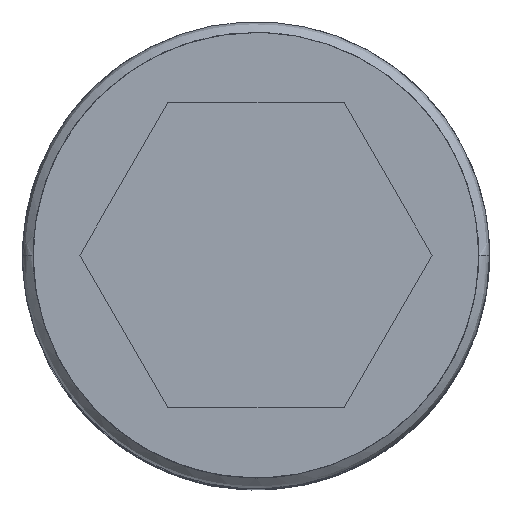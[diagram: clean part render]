
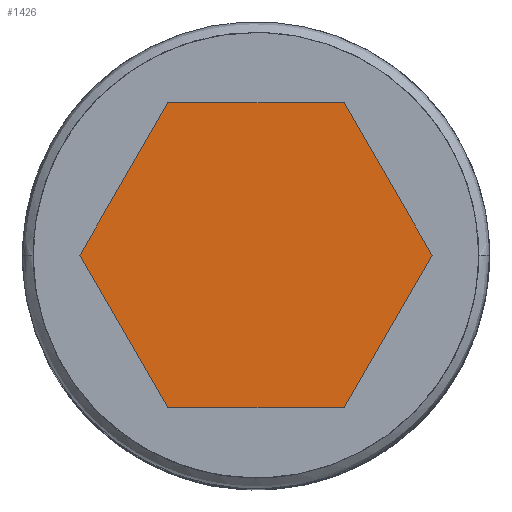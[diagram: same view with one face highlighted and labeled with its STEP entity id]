
A CAD part, top view. The second image highlights one B-rep face of the part: STEP entity #1426.
In plain terms, the highlighted planar face has unit normal (0, 0, 1).
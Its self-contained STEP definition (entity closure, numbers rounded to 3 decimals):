
#1426=ADVANCED_FACE('',(#1830),#12565,.T.);
#1830=FACE_OUTER_BOUND('',#2234,.T.);
#2234=EDGE_LOOP('',(#2769,#2770,#2771,#2772,#2773,#2774));
#2769=ORIENTED_EDGE('',*,*,#5349,.F.);
#2770=ORIENTED_EDGE('',*,*,#5347,.F.);
#2771=ORIENTED_EDGE('',*,*,#5345,.F.);
#2772=ORIENTED_EDGE('',*,*,#5343,.F.);
#2773=ORIENTED_EDGE('',*,*,#5341,.F.);
#2774=ORIENTED_EDGE('',*,*,#5339,.F.);
#5339=EDGE_CURVE('',#9995,#9996,#7914,.T.);
#5341=EDGE_CURVE('',#9996,#9997,#7916,.T.);
#5343=EDGE_CURVE('',#9997,#9998,#7918,.T.);
#5345=EDGE_CURVE('',#9998,#9999,#7920,.T.);
#5347=EDGE_CURVE('',#9999,#10000,#7922,.T.);
#5349=EDGE_CURVE('',#10000,#9995,#7924,.T.);
#7914=B_SPLINE_CURVE_WITH_KNOTS('',1,(#13871,#13872),.UNSPECIFIED.,.F.,
 .F.,(2,2),(0.,1.),.UNSPECIFIED.);
#7916=B_SPLINE_CURVE_WITH_KNOTS('',1,(#13875,#13876),.UNSPECIFIED.,.F.,
 .F.,(2,2),(1.,2.),.UNSPECIFIED.);
#7918=B_SPLINE_CURVE_WITH_KNOTS('',1,(#13879,#13880),.UNSPECIFIED.,.F.,
 .F.,(2,2),(2.,3.),.UNSPECIFIED.);
#7920=B_SPLINE_CURVE_WITH_KNOTS('',1,(#13883,#13884),.UNSPECIFIED.,.F.,
 .F.,(2,2),(3.,4.),.UNSPECIFIED.);
#7922=B_SPLINE_CURVE_WITH_KNOTS('',1,(#13887,#13888),.UNSPECIFIED.,.F.,
 .F.,(2,2),(4.,5.),.UNSPECIFIED.);
#7924=B_SPLINE_CURVE_WITH_KNOTS('',1,(#13891,#13892),.UNSPECIFIED.,.F.,
 .F.,(2,2),(5.,6.),.UNSPECIFIED.);
#9995=VERTEX_POINT('',#13851);
#9996=VERTEX_POINT('',#13852);
#9997=VERTEX_POINT('',#13853);
#9998=VERTEX_POINT('',#13854);
#9999=VERTEX_POINT('',#13855);
#10000=VERTEX_POINT('',#13856);
#12565=PLANE('',#13047);
#13047=AXIS2_PLACEMENT_3D('',#13844,#13445,$);
#13445=DIRECTION('',(0.,0.,1.));
#13844=CARTESIAN_POINT('',(-9.422,8.161,46.482));
#13851=CARTESIAN_POINT('',(-4.619,-7.999,46.482));
#13852=CARTESIAN_POINT('',(-9.238,0.001,46.482));
#13853=CARTESIAN_POINT('',(-4.619,8.001,46.482));
#13854=CARTESIAN_POINT('',(4.619,8.001,46.482));
#13855=CARTESIAN_POINT('',(9.238,0.001,46.482));
#13856=CARTESIAN_POINT('',(4.619,-7.999,46.482));
#13871=CARTESIAN_POINT('',(-4.619,-7.999,46.482));
#13872=CARTESIAN_POINT('',(-9.238,0.001,46.482));
#13875=CARTESIAN_POINT('',(-9.238,0.001,46.482));
#13876=CARTESIAN_POINT('',(-4.619,8.001,46.482));
#13879=CARTESIAN_POINT('',(-4.619,8.001,46.482));
#13880=CARTESIAN_POINT('',(4.619,8.001,46.482));
#13883=CARTESIAN_POINT('',(4.619,8.001,46.482));
#13884=CARTESIAN_POINT('',(9.238,0.001,46.482));
#13887=CARTESIAN_POINT('',(9.238,0.001,46.482));
#13888=CARTESIAN_POINT('',(4.619,-7.999,46.482));
#13891=CARTESIAN_POINT('',(4.619,-7.999,46.482));
#13892=CARTESIAN_POINT('',(-4.619,-7.999,46.482));
